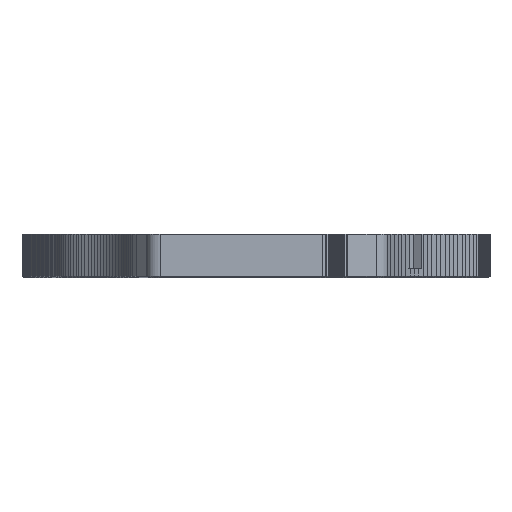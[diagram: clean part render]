
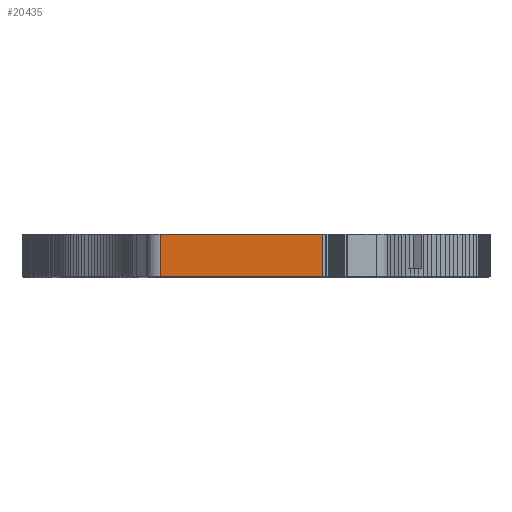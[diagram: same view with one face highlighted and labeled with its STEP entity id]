
A CAD part, left-side view. The second image highlights one B-rep face of the part: STEP entity #20435.
In plain terms, the highlighted planar face has unit normal (-1, 0, 0).
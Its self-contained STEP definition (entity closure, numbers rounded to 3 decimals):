
#735=FACE_OUTER_BOUND('',#1862,.T.);
#1862=EDGE_LOOP('',(#14942,#14943,#14944,#14945));
#3219=LINE('',#29141,#6033);
#3862=LINE('',#30422,#6676);
#3863=LINE('',#30426,#6677);
#3864=LINE('',#30427,#6678);
#6033=VECTOR('',#23517,10.);
#6676=VECTOR('',#24706,10.);
#6677=VECTOR('',#24711,10.);
#6678=VECTOR('',#24712,10.);
#8504=VERTEX_POINT('',#28725);
#8638=VERTEX_POINT('',#29133);
#9003=VERTEX_POINT('',#30421);
#9004=VERTEX_POINT('',#30425);
#10692=EDGE_CURVE('',#8638,#8504,#3219,.T.);
#11340=EDGE_CURVE('',#8504,#9003,#3862,.T.);
#11342=EDGE_CURVE('',#8638,#9004,#3863,.T.);
#11343=EDGE_CURVE('',#9003,#9004,#3864,.F.);
#14942=ORIENTED_EDGE('',*,*,#10692,.F.);
#14943=ORIENTED_EDGE('',*,*,#11342,.T.);
#14944=ORIENTED_EDGE('',*,*,#11343,.F.);
#14945=ORIENTED_EDGE('',*,*,#11340,.F.);
#19353=PLANE('',#21586);
#20435=ADVANCED_FACE('',(#735),#19353,.T.);
#21586=AXIS2_PLACEMENT_3D('',#30424,#24709,#24710);
#23517=DIRECTION('',(0.,1.,0.));
#24706=DIRECTION('',(0.,0.,1.));
#24709=DIRECTION('center_axis',(-1.,0.,0.));
#24710=DIRECTION('ref_axis',(0.,-1.,0.));
#24711=DIRECTION('',(0.,0.,1.));
#24712=DIRECTION('',(0.,1.,0.));
#28725=CARTESIAN_POINT('',(-74.729,8.791,-8.9));
#29133=CARTESIAN_POINT('',(-74.729,-25.944,-8.9));
#29141=CARTESIAN_POINT('',(-74.729,-1.49,-8.9));
#30421=CARTESIAN_POINT('',(-74.729,8.791,0.1));
#30422=CARTESIAN_POINT('',(-74.729,8.791,-9.3));
#30424=CARTESIAN_POINT('Origin',(-74.729,8.791,-9.3));
#30425=CARTESIAN_POINT('',(-74.729,-25.944,0.1));
#30426=CARTESIAN_POINT('',(-74.729,-25.944,-9.3));
#30427=CARTESIAN_POINT('',(-74.729,-1.49,0.1));
